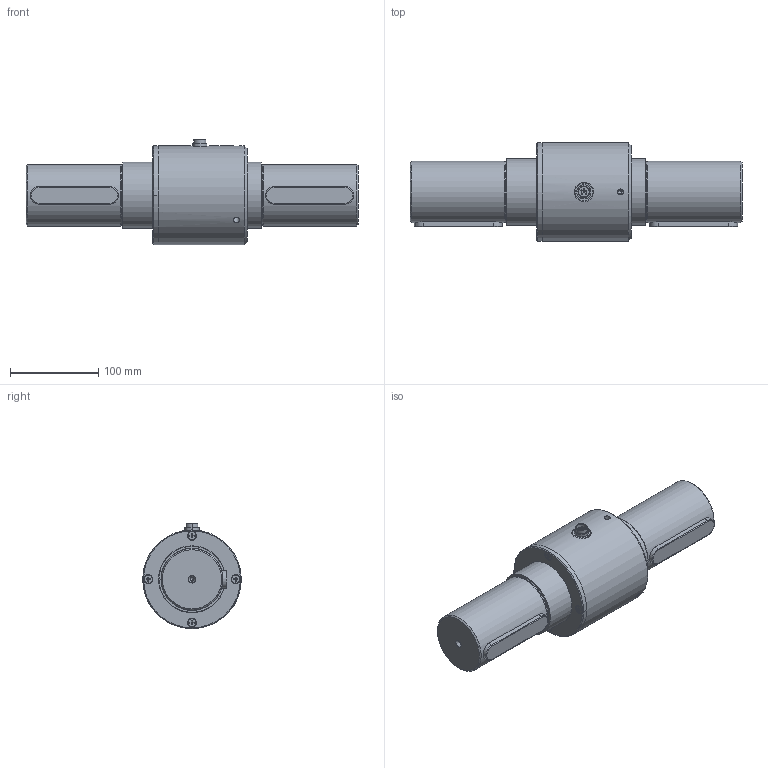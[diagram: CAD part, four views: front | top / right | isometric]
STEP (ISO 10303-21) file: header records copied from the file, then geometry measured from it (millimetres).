
FILE_DESCRIPTION( ( 'Unknown' ), '1' );
FILE_NAME( '2452-Z28_DOC-00104782.stp', 'Unknown', ( 'Unknown' ), ( 'Unknown' ), 'PSStep 17.0.49', 'Unknown', ' ' );
FILE_SCHEMA( ( 'AUTOMOTIVE_DESIGN { 1 0 10303 214 1 1 1 1 }' ) );
Length unit declared in the file: millimetre
Products named in the file (12): Assem1; FLANSCHSTECKER 6-POLIG; TEIL1A; Senkschraube DIN 965-M5x12-H; Senkschraube DIN 965-M5x12-H-oa0; Senkschraube DIN 965-M5x12-H-oa1; Senkschraube DIN 965-M5x12-H-oa2; 2300-017_DOC-00061807_DOC-00061807; Paßfeder A20x12x100 DIN 6885; Paßfeder A20x12x100 DIN 6885-oa3; gewindestift din 914-m8x12; 2452-009_DOC-00106207
Assembly tree (11 placements, depth 2):
  Assem1
    FLANSCHSTECKER 6-POLIG
    TEIL1A
    Senkschraube DIN 965-M5x12-H
    Senkschraube DIN 965-M5x12-H-oa0
    Senkschraube DIN 965-M5x12-H-oa1
    Senkschraube DIN 965-M5x12-H-oa2
    2300-017_DOC-00061807_DOC-00061807
    Paßfeder A20x12x100 DIN 6885
    Paßfeder A20x12x100 DIN 6885-oa3
    gewindestift din 914-m8x12
    2452-009_DOC-00106207
Bounding box: 377 x 112 x 119.5 mm (x, y, z)
Volume: 1967773.6 mm3; surface area: 203734.5 mm2
Topology: 11 solids, 11 shells, 295 faces, 683 edges, 435 vertices
Faces by surface type: plane 118, cylinder 117, cone 46, torus 14
Full cylindrical faces by diameter (mm): 4 x2, 4.019 x4, 4.134 x8, 5 x4, 6.647 x3, 8 x1, 9.2 x4, 17.188 x1, 22 x1, 69.4 x2, 70 x2, 75 x2, 92 x1, 112 x1
Entity records: 11053 total; most frequent: CARTESIAN_POINT 2043, DIRECTION 1448, ORIENTED_EDGE 1154, EDGE_CURVE 577, AXIS2_PLACEMENT_3D 576, EDGE_LOOP 408, VERTEX_POINT 404, FACE_OUTER_BOUND 337
